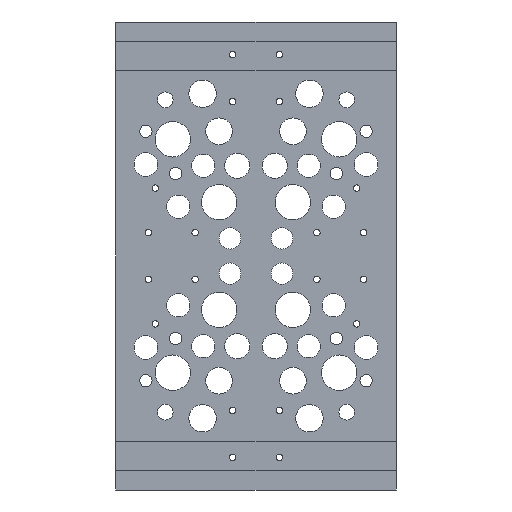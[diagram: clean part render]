
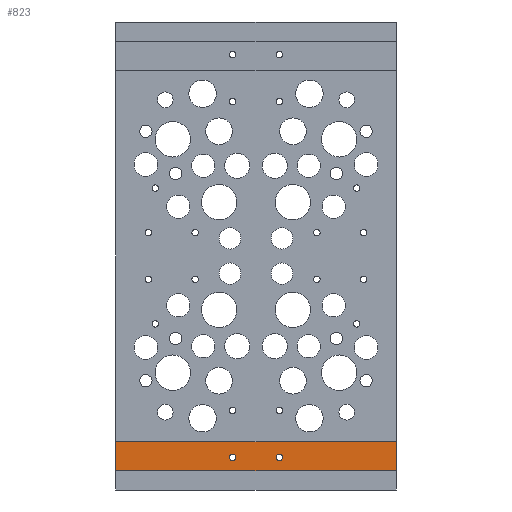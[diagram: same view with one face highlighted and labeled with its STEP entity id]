
A CAD part, front view. The second image highlights one B-rep face of the part: STEP entity #823.
In plain terms, the highlighted planar face has unit normal (0, -1, 0).
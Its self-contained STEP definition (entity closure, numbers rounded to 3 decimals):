
#1 = CIRCLE ( 'NONE', #2750, 1.38 ) ;
#8 = CARTESIAN_POINT ( 'NONE',  ( -60., -4.16, -91.752 ) ) ;
#29 = FACE_BOUND ( 'NONE', #3416, .T. ) ;
#124 = EDGE_CURVE ( 'NONE', #799, #2052, #876, .T. ) ;
#279 = VERTEX_POINT ( 'NONE', #560 ) ;
#439 = CARTESIAN_POINT ( 'NONE',  ( 73.083, -4.16, -91.752 ) ) ;
#486 = DIRECTION ( 'NONE',  ( 0., 0., 1. ) ) ;
#560 = CARTESIAN_POINT ( 'NONE',  ( 10., -4.16, -84.62 ) ) ;
#590 = CARTESIAN_POINT ( 'NONE',  ( -10., -4.16, -86. ) ) ;
#599 = EDGE_CURVE ( 'NONE', #4887, #279, #4198, .T. ) ;
#612 = CARTESIAN_POINT ( 'NONE',  ( 10., -4.16, -86. ) ) ;
#642 = AXIS2_PLACEMENT_3D ( 'NONE', #2557, #2952, #814 ) ;
#720 = ORIENTED_EDGE ( 'NONE', *, *, #5096, .T. ) ;
#799 = VERTEX_POINT ( 'NONE', #4415 ) ;
#814 = DIRECTION ( 'NONE',  ( 0., 0., 1. ) ) ;
#823 = ADVANCED_FACE ( 'NONE', ( #860, #29, #2111 ), #5419, .T. ) ;
#860 = FACE_BOUND ( 'NONE', #5497, .T. ) ;
#876 = LINE ( 'NONE', #1689, #3922 ) ;
#958 = CARTESIAN_POINT ( 'NONE',  ( -10., -4.16, -84.62 ) ) ;
#982 = EDGE_CURVE ( 'NONE', #799, #2267, #1469, .T. ) ;
#1013 = LINE ( 'NONE', #2233, #4317 ) ;
#1055 = VERTEX_POINT ( 'NONE', #958 ) ;
#1385 = EDGE_CURVE ( 'NONE', #3124, #2267, #3475, .T. ) ;
#1393 = DIRECTION ( 'NONE',  ( 0., 0., 1. ) ) ;
#1469 = LINE ( 'NONE', #4002, #2880 ) ;
#1553 = VECTOR ( 'NONE', #2630, 1000. ) ;
#1661 = DIRECTION ( 'NONE',  ( 0., 0., -1. ) ) ;
#1667 = DIRECTION ( 'NONE',  ( 0., 1., 0. ) ) ;
#1689 = CARTESIAN_POINT ( 'NONE',  ( 60., -4.16, -91.752 ) ) ;
#1694 = CARTESIAN_POINT ( 'NONE',  ( -10., -4.16, -86. ) ) ;
#1866 = AXIS2_PLACEMENT_3D ( 'NONE', #612, #2249, #1393 ) ;
#1950 = CARTESIAN_POINT ( 'NONE',  ( -60., -4.16, -91.752 ) ) ;
#2052 = VERTEX_POINT ( 'NONE', #4556 ) ;
#2111 = FACE_OUTER_BOUND ( 'NONE', #2629, .T. ) ;
#2137 = DIRECTION ( 'NONE',  ( 0., -1., 0. ) ) ;
#2164 = EDGE_CURVE ( 'NONE', #2988, #1055, #3514, .T. ) ;
#2233 = CARTESIAN_POINT ( 'NONE',  ( 73.083, -4.16, -91.752 ) ) ;
#2249 = DIRECTION ( 'NONE',  ( 0., 1., 0. ) ) ;
#2267 = VERTEX_POINT ( 'NONE', #2678 ) ;
#2318 = ORIENTED_EDGE ( 'NONE', *, *, #982, .T. ) ;
#2327 = CARTESIAN_POINT ( 'NONE',  ( -10., -4.16, -87.38 ) ) ;
#2329 = EDGE_CURVE ( 'NONE', #2052, #3124, #1013, .T. ) ;
#2391 = CIRCLE ( 'NONE', #1866, 1.38 ) ;
#2557 = CARTESIAN_POINT ( 'NONE',  ( 10., -4.16, -86. ) ) ;
#2629 = EDGE_LOOP ( 'NONE', ( #4338, #2318, #4967, #3641 ) ) ;
#2630 = DIRECTION ( 'NONE',  ( 0., 0., 1. ) ) ;
#2678 = CARTESIAN_POINT ( 'NONE',  ( -60., -4.16, -79.348 ) ) ;
#2750 = AXIS2_PLACEMENT_3D ( 'NONE', #590, #3864, #3629 ) ;
#2779 = ORIENTED_EDGE ( 'NONE', *, *, #4787, .T. ) ;
#2880 = VECTOR ( 'NONE', #3161, 1000. ) ;
#2952 = DIRECTION ( 'NONE',  ( 0., 1., 0. ) ) ;
#2988 = VERTEX_POINT ( 'NONE', #2327 ) ;
#3124 = VERTEX_POINT ( 'NONE', #1950 ) ;
#3161 = DIRECTION ( 'NONE',  ( -1., 0., 0. ) ) ;
#3416 = EDGE_LOOP ( 'NONE', ( #2779, #5492 ) ) ;
#3475 = LINE ( 'NONE', #8, #1553 ) ;
#3514 = CIRCLE ( 'NONE', #4312, 1.38 ) ;
#3629 = DIRECTION ( 'NONE',  ( 0., 0., 1. ) ) ;
#3641 = ORIENTED_EDGE ( 'NONE', *, *, #2329, .F. ) ;
#3666 = AXIS2_PLACEMENT_3D ( 'NONE', #439, #2137, #3812 ) ;
#3812 = DIRECTION ( 'NONE',  ( 0., 0., -1. ) ) ;
#3864 = DIRECTION ( 'NONE',  ( 0., 1., 0. ) ) ;
#3912 = DIRECTION ( 'NONE',  ( -1., 0., 0. ) ) ;
#3922 = VECTOR ( 'NONE', #1661, 1000. ) ;
#4002 = CARTESIAN_POINT ( 'NONE',  ( 73.083, -4.16, -79.348 ) ) ;
#4060 = ORIENTED_EDGE ( 'NONE', *, *, #599, .T. ) ;
#4198 = CIRCLE ( 'NONE', #642, 1.38 ) ;
#4312 = AXIS2_PLACEMENT_3D ( 'NONE', #1694, #1667, #486 ) ;
#4317 = VECTOR ( 'NONE', #3912, 1000. ) ;
#4338 = ORIENTED_EDGE ( 'NONE', *, *, #124, .F. ) ;
#4415 = CARTESIAN_POINT ( 'NONE',  ( 60., -4.16, -79.348 ) ) ;
#4546 = CARTESIAN_POINT ( 'NONE',  ( 10., -4.16, -87.38 ) ) ;
#4556 = CARTESIAN_POINT ( 'NONE',  ( 60., -4.16, -91.752 ) ) ;
#4787 = EDGE_CURVE ( 'NONE', #1055, #2988, #1, .T. ) ;
#4887 = VERTEX_POINT ( 'NONE', #4546 ) ;
#4967 = ORIENTED_EDGE ( 'NONE', *, *, #1385, .F. ) ;
#5096 = EDGE_CURVE ( 'NONE', #279, #4887, #2391, .T. ) ;
#5419 = PLANE ( 'NONE',  #3666 ) ;
#5492 = ORIENTED_EDGE ( 'NONE', *, *, #2164, .T. ) ;
#5497 = EDGE_LOOP ( 'NONE', ( #720, #4060 ) ) ;
